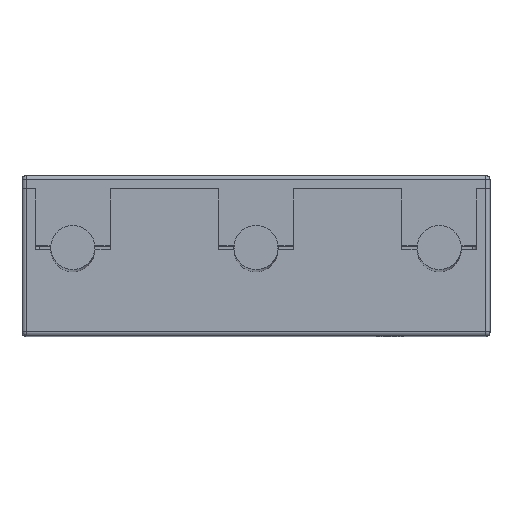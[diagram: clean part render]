
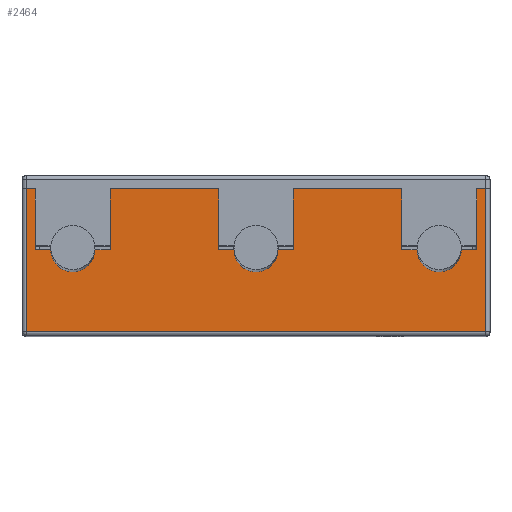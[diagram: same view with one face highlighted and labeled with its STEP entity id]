
A CAD part, top view. The second image highlights one B-rep face of the part: STEP entity #2464.
In plain terms, the highlighted planar face has unit normal (0, 0, 1).
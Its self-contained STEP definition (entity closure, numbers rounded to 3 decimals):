
#364=DIRECTION('',(1.,0.,0.));
#365=VECTOR('',#364,34.4);
#366=CARTESIAN_POINT('',(0.3,0.3,0.));
#367=LINE('',#366,#365);
#378=CARTESIAN_POINT('',(3.8,6.45,0.));
#379=DIRECTION('',(0.,0.,1.));
#380=DIRECTION('',(-1.,0.,0.));
#381=AXIS2_PLACEMENT_3D('',#378,#379,#380);
#386=CARTESIAN_POINT('',(3.8,6.45,0.));
#387=DIRECTION('',(0.,0.,1.));
#388=DIRECTION('',(0.,-1.,0.));
#389=AXIS2_PLACEMENT_3D('',#386,#387,#388);
#394=DIRECTION('',(0.,1.,0.));
#395=VECTOR('',#394,4.55);
#396=CARTESIAN_POINT('',(6.6,6.45,0.));
#397=LINE('',#396,#395);
#401=CARTESIAN_POINT('',(17.5,6.45,0.));
#402=DIRECTION('',(0.,0.,1.));
#403=DIRECTION('',(-1.,0.,0.));
#404=AXIS2_PLACEMENT_3D('',#401,#402,#403);
#409=DIRECTION('',(0.,1.,0.));
#410=VECTOR('',#409,4.55);
#411=CARTESIAN_POINT('',(20.3,6.45,0.));
#412=LINE('',#411,#410);
#416=CARTESIAN_POINT('',(31.2,6.45,0.));
#417=DIRECTION('',(0.,0.,1.));
#418=DIRECTION('',(-1.,0.,0.));
#419=AXIS2_PLACEMENT_3D('',#416,#417,#418);
#424=DIRECTION('',(0.,1.,0.));
#425=VECTOR('',#424,4.55);
#426=CARTESIAN_POINT('',(34.,6.45,0.));
#427=LINE('',#426,#425);
#431=DIRECTION('',(0.,-1.,0.));
#432=VECTOR('',#431,10.7);
#433=CARTESIAN_POINT('',(0.3,11.,0.));
#434=LINE('',#433,#432);
#530=DIRECTION('',(-1.,0.,0.));
#531=VECTOR('',#530,0.7);
#532=CARTESIAN_POINT('',(1.,11.,0.));
#533=LINE('',#532,#531);
#590=DIRECTION('',(-1.,0.,0.));
#591=VECTOR('',#590,0.7);
#592=CARTESIAN_POINT('',(34.7,11.,0.));
#593=LINE('',#592,#591);
#928=DIRECTION('',(-1.,0.,0.));
#929=VECTOR('',#928,1.15);
#930=CARTESIAN_POINT('',(34.,6.45,0.));
#931=LINE('',#930,#929);
#1358=DIRECTION('',(-1.,0.,0.));
#1359=VECTOR('',#1358,1.15);
#1360=CARTESIAN_POINT('',(2.15,6.45,0.));
#1361=LINE('',#1360,#1359);
#1407=DIRECTION('',(0.,1.,0.));
#1408=VECTOR('',#1407,4.55);
#1409=CARTESIAN_POINT('',(1.,6.45,0.));
#1410=LINE('',#1409,#1408);
#1568=DIRECTION('',(-1.,0.,0.));
#1569=VECTOR('',#1568,1.15);
#1570=CARTESIAN_POINT('',(6.6,6.45,0.));
#1571=LINE('',#1570,#1569);
#1603=DIRECTION('',(-1.,0.,0.));
#1604=VECTOR('',#1603,8.1);
#1605=CARTESIAN_POINT('',(14.7,11.,0.));
#1606=LINE('',#1605,#1604);
#1617=DIRECTION('',(0.,1.,0.));
#1618=VECTOR('',#1617,4.55);
#1619=CARTESIAN_POINT('',(14.7,6.45,0.));
#1620=LINE('',#1619,#1618);
#1624=DIRECTION('',(-1.,0.,0.));
#1625=VECTOR('',#1624,1.15);
#1626=CARTESIAN_POINT('',(15.85,6.45,0.));
#1627=LINE('',#1626,#1625);
#1645=DIRECTION('',(-1.,0.,0.));
#1646=VECTOR('',#1645,1.15);
#1647=CARTESIAN_POINT('',(20.3,6.45,0.));
#1648=LINE('',#1647,#1646);
#1680=DIRECTION('',(-1.,0.,0.));
#1681=VECTOR('',#1680,8.1);
#1682=CARTESIAN_POINT('',(28.4,11.,0.));
#1683=LINE('',#1682,#1681);
#1694=DIRECTION('',(0.,1.,0.));
#1695=VECTOR('',#1694,4.55);
#1696=CARTESIAN_POINT('',(28.4,6.45,0.));
#1697=LINE('',#1696,#1695);
#1701=DIRECTION('',(-1.,0.,0.));
#1702=VECTOR('',#1701,1.15);
#1703=CARTESIAN_POINT('',(29.55,6.45,0.));
#1704=LINE('',#1703,#1702);
#2018=DIRECTION('',(0.,1.,0.));
#2019=VECTOR('',#2018,10.7);
#2020=CARTESIAN_POINT('',(34.7,0.3,0.));
#2021=LINE('',#2020,#2019);
#2075=CARTESIAN_POINT('',(0.3,0.3,0.));
#2076=CARTESIAN_POINT('',(34.7,0.3,0.));
#2077=VERTEX_POINT('',#2075);
#2078=VERTEX_POINT('',#2076);
#2079=CARTESIAN_POINT('',(0.3,11.,0.));
#2080=VERTEX_POINT('',#2079);
#2081=CARTESIAN_POINT('',(1.,11.,0.));
#2082=VERTEX_POINT('',#2081);
#2083=CARTESIAN_POINT('',(1.,6.45,0.));
#2084=VERTEX_POINT('',#2083);
#2085=CARTESIAN_POINT('',(2.15,6.45,0.));
#2086=VERTEX_POINT('',#2085);
#2087=CARTESIAN_POINT('',(3.8,4.8,0.));
#2088=VERTEX_POINT('',#2087);
#2089=CARTESIAN_POINT('',(5.45,6.45,0.));
#2090=VERTEX_POINT('',#2089);
#2091=CARTESIAN_POINT('',(6.6,6.45,0.));
#2092=VERTEX_POINT('',#2091);
#2093=CARTESIAN_POINT('',(6.6,11.,0.));
#2094=VERTEX_POINT('',#2093);
#2095=CARTESIAN_POINT('',(14.7,11.,0.));
#2096=VERTEX_POINT('',#2095);
#2097=CARTESIAN_POINT('',(14.7,6.45,0.));
#2098=VERTEX_POINT('',#2097);
#2099=CARTESIAN_POINT('',(15.85,6.45,0.));
#2100=VERTEX_POINT('',#2099);
#2101=CARTESIAN_POINT('',(19.15,6.45,0.));
#2102=VERTEX_POINT('',#2101);
#2103=CARTESIAN_POINT('',(20.3,6.45,0.));
#2104=VERTEX_POINT('',#2103);
#2105=CARTESIAN_POINT('',(20.3,11.,0.));
#2106=VERTEX_POINT('',#2105);
#2107=CARTESIAN_POINT('',(28.4,11.,0.));
#2108=VERTEX_POINT('',#2107);
#2109=CARTESIAN_POINT('',(28.4,6.45,0.));
#2110=VERTEX_POINT('',#2109);
#2111=CARTESIAN_POINT('',(29.55,6.45,0.));
#2112=VERTEX_POINT('',#2111);
#2113=CARTESIAN_POINT('',(32.85,6.45,0.));
#2114=VERTEX_POINT('',#2113);
#2115=CARTESIAN_POINT('',(34.,6.45,0.));
#2116=VERTEX_POINT('',#2115);
#2117=CARTESIAN_POINT('',(34.,11.,0.));
#2118=VERTEX_POINT('',#2117);
#2119=CARTESIAN_POINT('',(34.7,11.,0.));
#2120=VERTEX_POINT('',#2119);
#2412=CARTESIAN_POINT('',(0.,0.,0.));
#2413=DIRECTION('',(0.,0.,1.));
#2414=DIRECTION('',(1.,0.,0.));
#2415=AXIS2_PLACEMENT_3D('',#2412,#2413,#2414);
#2416=PLANE('',#2415);
#2417=ORIENTED_EDGE('',*,*,#2402,.F.);
#2419=ORIENTED_EDGE('',*,*,#2418,.F.);
#2421=ORIENTED_EDGE('',*,*,#2420,.F.);
#2423=ORIENTED_EDGE('',*,*,#2422,.F.);
#2425=ORIENTED_EDGE('',*,*,#2424,.F.);
#2427=ORIENTED_EDGE('',*,*,#2426,.T.);
#2429=ORIENTED_EDGE('',*,*,#2428,.T.);
#2431=ORIENTED_EDGE('',*,*,#2430,.F.);
#2433=ORIENTED_EDGE('',*,*,#2432,.T.);
#2435=ORIENTED_EDGE('',*,*,#2434,.F.);
#2437=ORIENTED_EDGE('',*,*,#2436,.F.);
#2439=ORIENTED_EDGE('',*,*,#2438,.F.);
#2441=ORIENTED_EDGE('',*,*,#2440,.T.);
#2443=ORIENTED_EDGE('',*,*,#2442,.F.);
#2445=ORIENTED_EDGE('',*,*,#2444,.T.);
#2447=ORIENTED_EDGE('',*,*,#2446,.F.);
#2449=ORIENTED_EDGE('',*,*,#2448,.F.);
#2451=ORIENTED_EDGE('',*,*,#2450,.F.);
#2453=ORIENTED_EDGE('',*,*,#2452,.T.);
#2455=ORIENTED_EDGE('',*,*,#2454,.F.);
#2457=ORIENTED_EDGE('',*,*,#2456,.T.);
#2459=ORIENTED_EDGE('',*,*,#2458,.F.);
#2461=ORIENTED_EDGE('',*,*,#2460,.F.);
#2462=EDGE_LOOP('',(#2417,#2419,#2421,#2423,#2425,#2427,#2429,#2431,#2433,#2435,
#2437,#2439,#2441,#2443,#2445,#2447,#2449,#2451,#2453,#2455,#2457,#2459,#2461));
#2463=FACE_OUTER_BOUND('',#2462,.F.);
#382=CIRCLE('',#381,1.65);
#390=CIRCLE('',#389,1.65);
#405=CIRCLE('',#404,1.65);
#420=CIRCLE('',#419,1.65);
#2402=EDGE_CURVE('',#2077,#2078,#367,.T.);
#2418=EDGE_CURVE('',#2080,#2077,#434,.T.);
#2420=EDGE_CURVE('',#2082,#2080,#533,.T.);
#2422=EDGE_CURVE('',#2084,#2082,#1410,.T.);
#2424=EDGE_CURVE('',#2086,#2084,#1361,.T.);
#2426=EDGE_CURVE('',#2086,#2088,#382,.T.);
#2428=EDGE_CURVE('',#2088,#2090,#390,.T.);
#2430=EDGE_CURVE('',#2092,#2090,#1571,.T.);
#2432=EDGE_CURVE('',#2092,#2094,#397,.T.);
#2434=EDGE_CURVE('',#2096,#2094,#1606,.T.);
#2436=EDGE_CURVE('',#2098,#2096,#1620,.T.);
#2438=EDGE_CURVE('',#2100,#2098,#1627,.T.);
#2440=EDGE_CURVE('',#2100,#2102,#405,.T.);
#2442=EDGE_CURVE('',#2104,#2102,#1648,.T.);
#2444=EDGE_CURVE('',#2104,#2106,#412,.T.);
#2446=EDGE_CURVE('',#2108,#2106,#1683,.T.);
#2448=EDGE_CURVE('',#2110,#2108,#1697,.T.);
#2450=EDGE_CURVE('',#2112,#2110,#1704,.T.);
#2452=EDGE_CURVE('',#2112,#2114,#420,.T.);
#2454=EDGE_CURVE('',#2116,#2114,#931,.T.);
#2456=EDGE_CURVE('',#2116,#2118,#427,.T.);
#2458=EDGE_CURVE('',#2120,#2118,#593,.T.);
#2460=EDGE_CURVE('',#2078,#2120,#2021,.T.);
#2464=ADVANCED_FACE('',(#2463),#2416,.T.);
